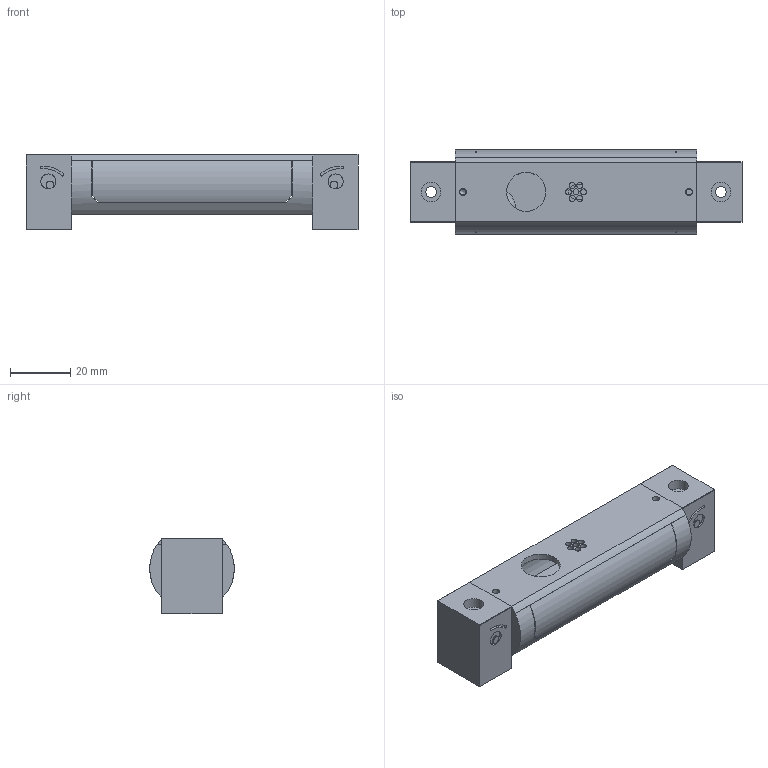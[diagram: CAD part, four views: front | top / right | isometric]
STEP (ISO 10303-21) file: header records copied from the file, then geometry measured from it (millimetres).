
FILE_DESCRIPTION(/* description */ (''),/* implementation_level */ '2;1');
FILE_NAME(/* name */ 'Angrycam C270.stp',/* time_stamp */ '2023-05-22T21:38:11+02:00',/* author */ ('Itzo'),/* organization */ (''),/* preprocessor_version */ 'ST-DEVELOPER v18.1',/* originating_system */ 'Autodesk Inventor 2022',/* authorisation */ '');
FILE_SCHEMA (('AUTOMOTIVE_DESIGN { 1 0 10303 214 3 1 1 }'));
Length unit declared in the file: millimetre
Products named in the file (1): Angrycam C270
Bounding box: 110 x 28 x 25 mm (x, y, z)
Volume: 32510.3 mm3; surface area: 25207.1 mm2
Topology: 5 solids, 5 shells, 166 faces, 418 edges, 273 vertices
Faces by surface type: plane 83, cylinder 69, torus 7, bspline 4, cone 3
Full cylindrical faces by diameter (mm): 2 x11, 2.4 x2, 3.6 x2, 5 x4, 6.5 x2, 10 x1, 13 x1, 13.5 x1
Entity records: 5579 total; most frequent: CARTESIAN_POINT 1357, DIRECTION 895, ORIENTED_EDGE 840, EDGE_CURVE 420, AXIS2_PLACEMENT_3D 334, VERTEX_POINT 273, LINE 227, VECTOR 227
